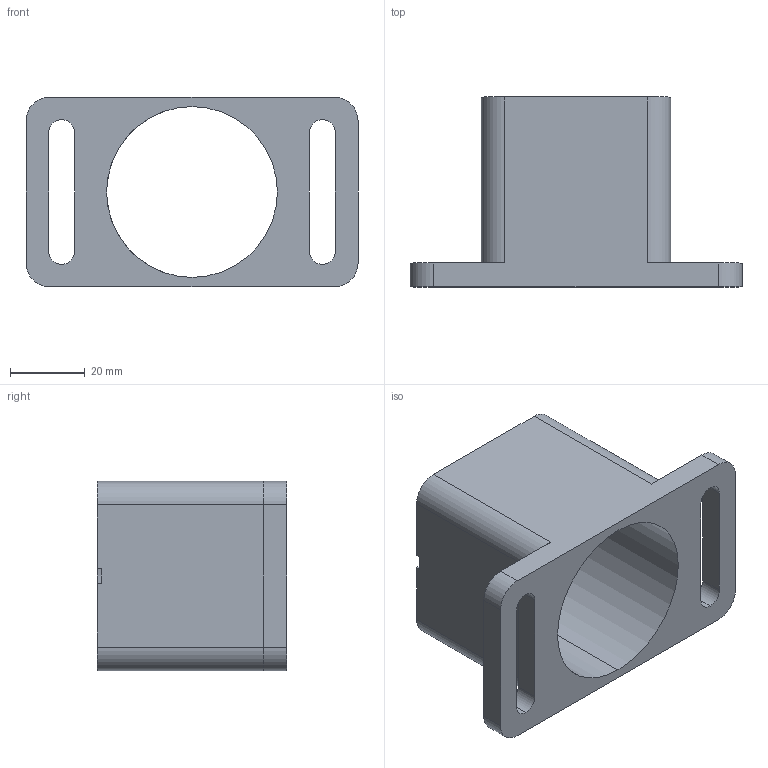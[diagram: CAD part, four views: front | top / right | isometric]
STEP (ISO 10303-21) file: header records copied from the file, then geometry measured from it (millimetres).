
FILE_DESCRIPTION (( 'STEP AP214' ), '1' );
FILE_NAME ('Straight base.step', '2023-02-07T13:43:17', ( '' ), ( '' ), 'SwSTEP 2.0', 'SolidWorks 2022', '' );
FILE_SCHEMA (( 'AUTOMOTIVE_DESIGN' ));
Length unit declared in the file: inch
Products named in the file (1): Straight base
Bounding box: 88.9 x 50.8 x 50.8 mm (x, y, z)
Volume: 53746.1 mm3; surface area: 24490.1 mm2
Topology: 1 solids, 1 shells, 49 faces, 136 edges, 84 vertices
Faces by surface type: cylinder 24, plane 17, cone 8
Entity records: 1572 total; most frequent: DIRECTION 278, CARTESIAN_POINT 262, ORIENTED_EDGE 256, EDGE_CURVE 128, AXIS2_PLACEMENT_3D 100, VERTEX_POINT 84, VECTOR 78, LINE 78
